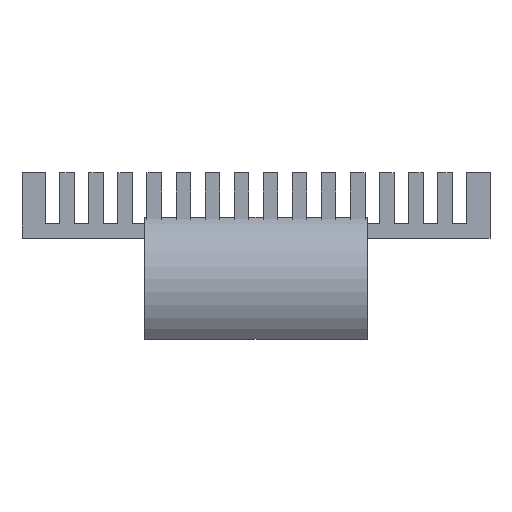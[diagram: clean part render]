
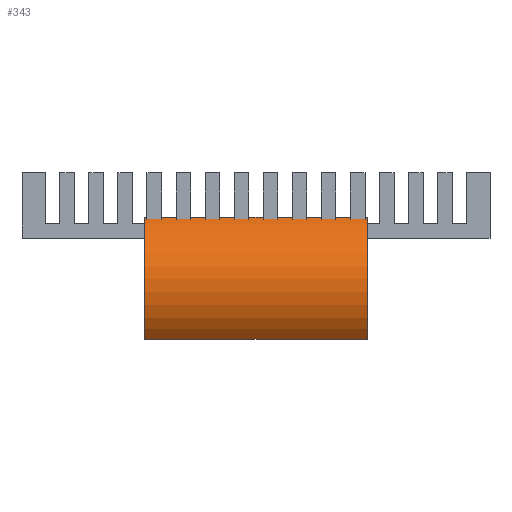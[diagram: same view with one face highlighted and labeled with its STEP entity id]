
A CAD part, front view. The second image highlights one B-rep face of the part: STEP entity #343.
In plain terms, the highlighted cylindrical face has radius 8.117 mm (diameter 16.234 mm), a partial arc.
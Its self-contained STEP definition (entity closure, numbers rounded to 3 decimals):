
#278=CARTESIAN_POINT('',(11.5,-13.45,0.));
#279=VERTEX_POINT('',#278);
#286=CARTESIAN_POINT('',(-11.5,-13.45,0.));
#287=VERTEX_POINT('',#286);
#288=CARTESIAN_POINT('',(-11.5,-13.45,0.));
#289=DIRECTION('',(1.0,0.0,0.0));
#290=VECTOR('',#289,23.);
#291=LINE('',#288,#290);
#292=EDGE_CURVE('',#287,#279,#291,.T.);
#311=CARTESIAN_POINT('',(-11.5,-7.402,5.414));
#312=DIRECTION('',(1.0,0.0,0.0));
#313=DIRECTION('',(0.0,-0.984,0.176));
#314=AXIS2_PLACEMENT_3D('',#311,#312,#313);
#315=CYLINDRICAL_SURFACE('',#314,8.117);
#316=CARTESIAN_POINT('',(11.5,-11.201,12.588));
#317=VERTEX_POINT('',#316);
#318=CARTESIAN_POINT('',(11.5,-7.402,5.414));
#319=DIRECTION('',(-1.0,0.0,0.0));
#320=DIRECTION('',(0.0,-0.984,0.176));
#321=AXIS2_PLACEMENT_3D('',#318,#319,#320);
#322=CIRCLE('',#321,8.117);
#323=EDGE_CURVE('',#279,#317,#322,.T.);
#324=ORIENTED_EDGE('',*,*,#323,.T.);
#325=CARTESIAN_POINT('',(-11.5,-11.201,12.588));
#326=VERTEX_POINT('',#325);
#327=CARTESIAN_POINT('',(-11.5,-11.201,12.588));
#328=DIRECTION('',(1.0,0.0,0.0));
#329=VECTOR('',#328,23.);
#330=LINE('',#327,#329);
#331=EDGE_CURVE('',#326,#317,#330,.T.);
#332=ORIENTED_EDGE('',*,*,#331,.F.);
#333=CARTESIAN_POINT('',(-11.5,-7.402,5.414));
#334=DIRECTION('',(1.0,0.0,0.0));
#335=DIRECTION('',(0.0,-0.984,0.176));
#336=AXIS2_PLACEMENT_3D('',#333,#334,#335);
#337=CIRCLE('',#336,8.117);
#338=EDGE_CURVE('',#326,#287,#337,.T.);
#339=ORIENTED_EDGE('',*,*,#338,.T.);
#340=ORIENTED_EDGE('',*,*,#292,.T.);
#341=EDGE_LOOP('',(#324,#332,#339,#340));
#342=FACE_OUTER_BOUND('',#341,.T.);
#343=ADVANCED_FACE('',(#342),#315,.T.);
